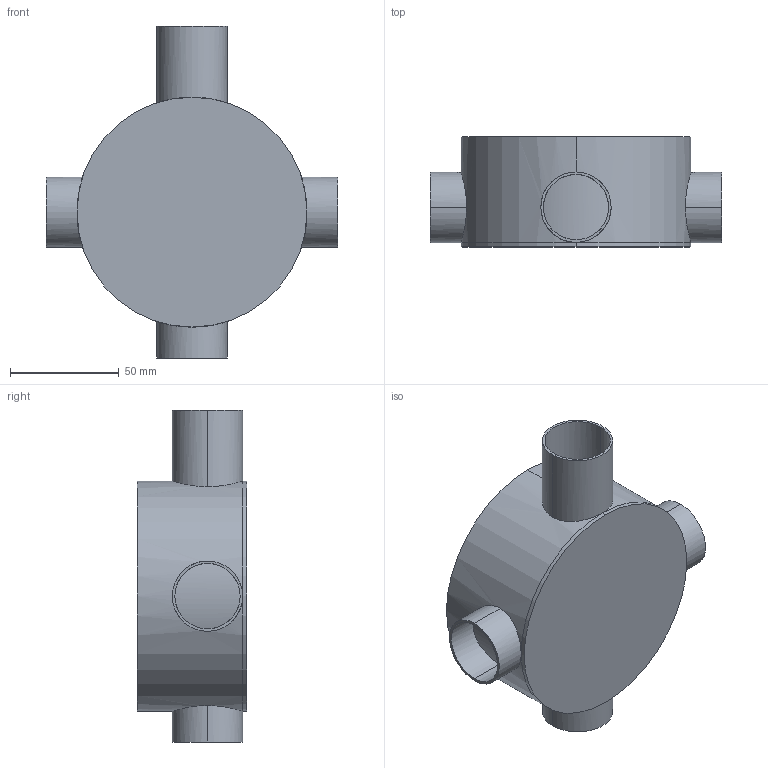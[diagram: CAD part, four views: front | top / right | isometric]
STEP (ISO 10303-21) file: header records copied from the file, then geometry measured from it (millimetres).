
FILE_DESCRIPTION (( 'STEP AP214' ), '1' );
FILE_NAME ('PVC_junction_box.STEP', '2020-11-07T04:27:54', ( '' ), ( '' ), 'SwSTEP 2.0', 'SolidWorks 2020', '' );
FILE_SCHEMA (( 'AUTOMOTIVE_DESIGN' ));
Length unit declared in the file: millimetre
Products named in the file (1): PVC_junction_box
Bounding box: 134 x 50.5 x 152.5 mm (x, y, z)
Volume: 146358.1 mm3; surface area: 82189.8 mm2
Topology: 2 solids, 10 shells, 144 faces, 305 edges, 198 vertices
Faces by surface type: cylinder 121, plane 21, torus 2
Entity records: 6590 total; most frequent: CARTESIAN_POINT 3569, ORIENTED_EDGE 610, DIRECTION 585, EDGE_CURVE 305, AXIS2_PLACEMENT_3D 248, VERTEX_POINT 198, EDGE_LOOP 163, ADVANCED_FACE 144
